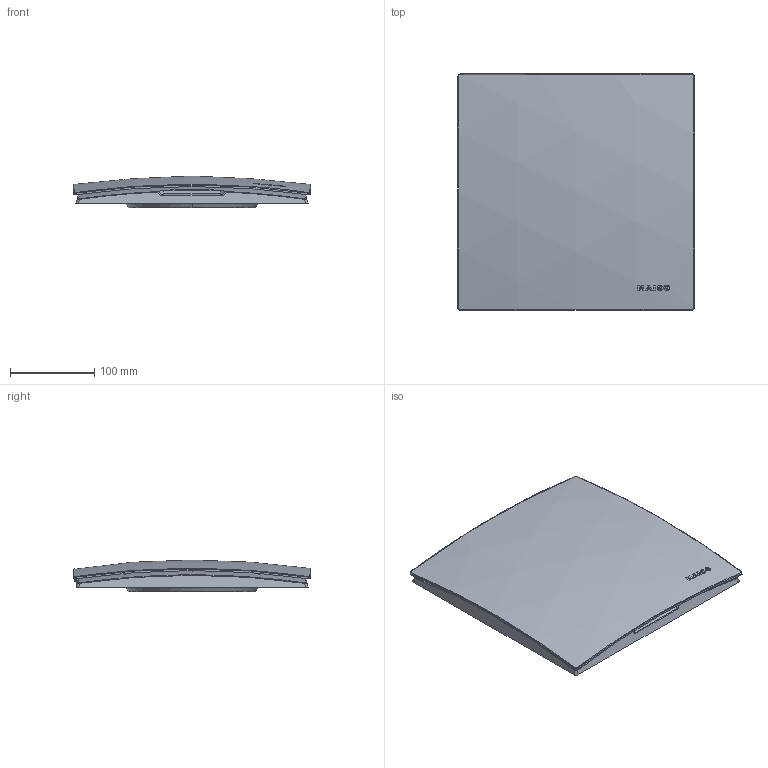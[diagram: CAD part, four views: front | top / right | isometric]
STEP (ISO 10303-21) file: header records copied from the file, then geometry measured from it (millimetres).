
FILE_DESCRIPTION(('Creo Elements/Direct Modeling STEP Export'),'2;1');
FILE_NAME('0084.0361 ER-A.stp','2019-03-26T14:34:52',(''),(''),'PTC Creo Elements/Direct Modeling STEP processor for AP214 (Solid Model)','PTC Creo Elements/Direct Modeling 19.0C 15-Aug-2015 (C) Parametric Technology GmbH','');
FILE_SCHEMA(('AUTOMOTIVE_DESIGN { 1 0 10303 214 1 1 1 1 }'));
Products named in the file (1): 0084.0361_ER-A_Dummy_Maico
Bounding box: 281 x 281.17 x 37.82 mm (x, y, z)
Volume: 1576938.1 mm3; surface area: 329506 mm2
Topology: 1 solids, 10 shells, 445 faces, 1082 edges, 702 vertices
Faces by surface type: plane 177, cylinder 97, cone 64, sphere 51, bspline 35, torus 10, extrusion 9, revolution 2
Entity records: 42107 total; most frequent: CARTESIAN_POINT 32086, ORIENTED_EDGE 2164, DIRECTION 1808, EDGE_CURVE 1082, AXIS2_PLACEMENT_3D 720, VERTEX_POINT 704, EDGE_LOOP 506, FACE_OUTER_BOUND 445
